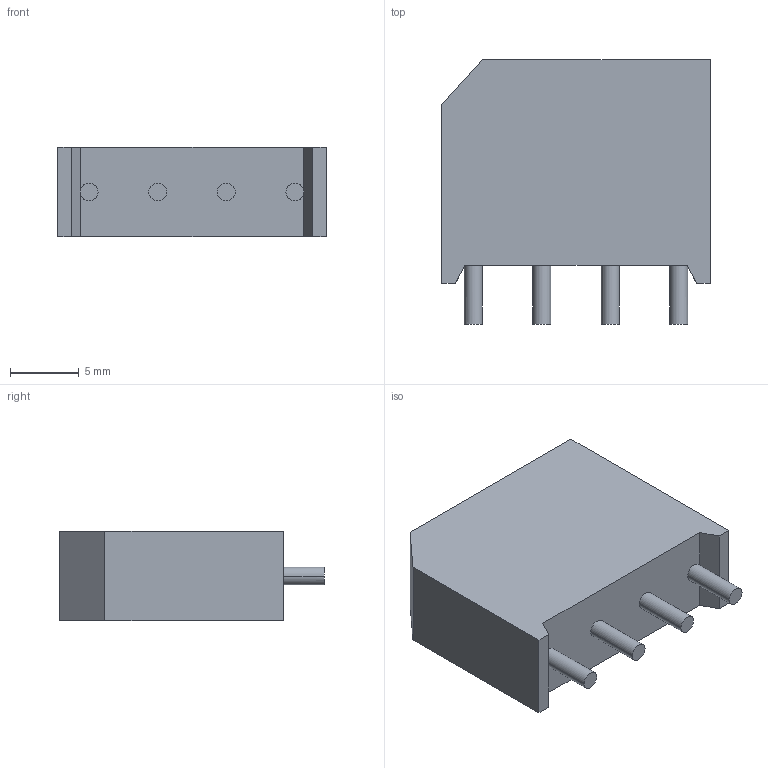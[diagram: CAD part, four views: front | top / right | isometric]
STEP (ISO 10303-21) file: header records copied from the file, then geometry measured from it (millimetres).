
FILE_DESCRIPTION (( 'STEP AP214' ), '1' );
FILE_NAME ('RS-4.STEP', '2021-01-25T08:57:29', ( '' ), ( '' ), 'SwSTEP 2.0', 'SolidWorks 2017', '' );
FILE_SCHEMA (( 'AUTOMOTIVE_DESIGN' ));
Length unit declared in the file: millimetre
Products named in the file (1): RS-4
Bounding box: 19.6 x 19.3 x 6.5 mm (x, y, z)
Volume: 1924.6 mm3; surface area: 1120.2 mm2
Topology: 1 solids, 1 shells, 23 faces, 57 edges, 38 vertices
Faces by surface type: plane 15, cylinder 8
Entity records: 842 total; most frequent: CARTESIAN_POINT 131, DIRECTION 117, ORIENTED_EDGE 114, EDGE_CURVE 57, AXIS2_PLACEMENT_3D 40, VERTEX_POINT 38, VECTOR 37, LINE 37
